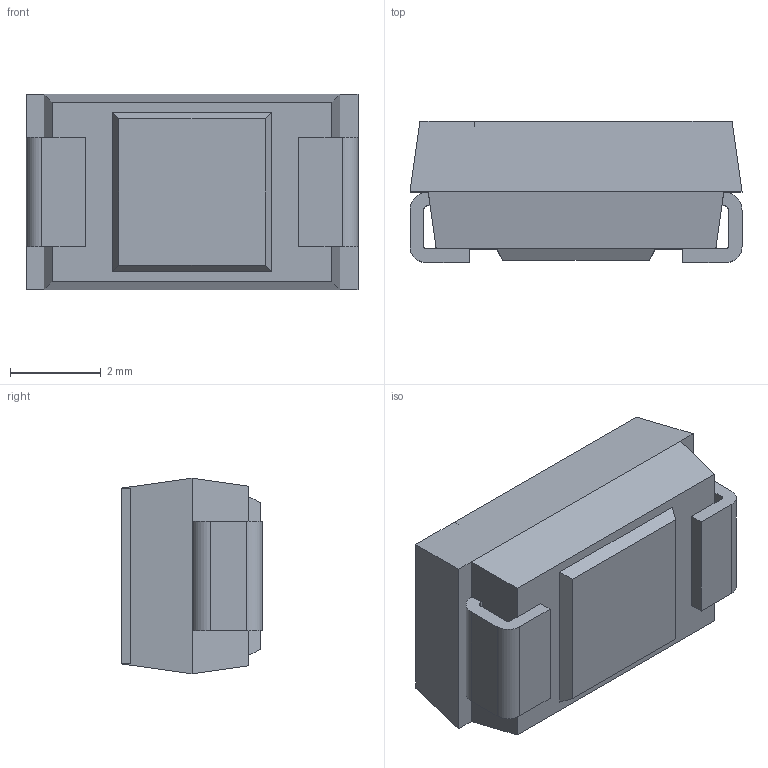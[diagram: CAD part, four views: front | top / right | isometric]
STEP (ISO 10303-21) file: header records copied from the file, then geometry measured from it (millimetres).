
FILE_DESCRIPTION (( 'STEP AP214' ), '1' );
FILE_NAME ('TR3D225K050C0800.STEP', '2023-03-22T05:43:52', ( '' ), ( '' ), 'SwSTEP 2.0', 'SolidWorks 2021', '' );
FILE_SCHEMA (( 'AUTOMOTIVE_DESIGN' ));
Length unit declared in the file: millimetre
Products named in the file (1): TR3D225K050C0800
Bounding box: 7.3 x 3.1 x 4.3 mm (x, y, z)
Volume: 83.8 mm3; surface area: 185 mm2
Topology: 5 solids, 5 shells, 55 faces, 127 edges, 82 vertices
Faces by surface type: plane 47, cylinder 8
Entity records: 1603 total; most frequent: CARTESIAN_POINT 265, DIRECTION 255, ORIENTED_EDGE 254, EDGE_CURVE 127, LINE 111, VECTOR 111, VERTEX_POINT 82, AXIS2_PLACEMENT_3D 72
